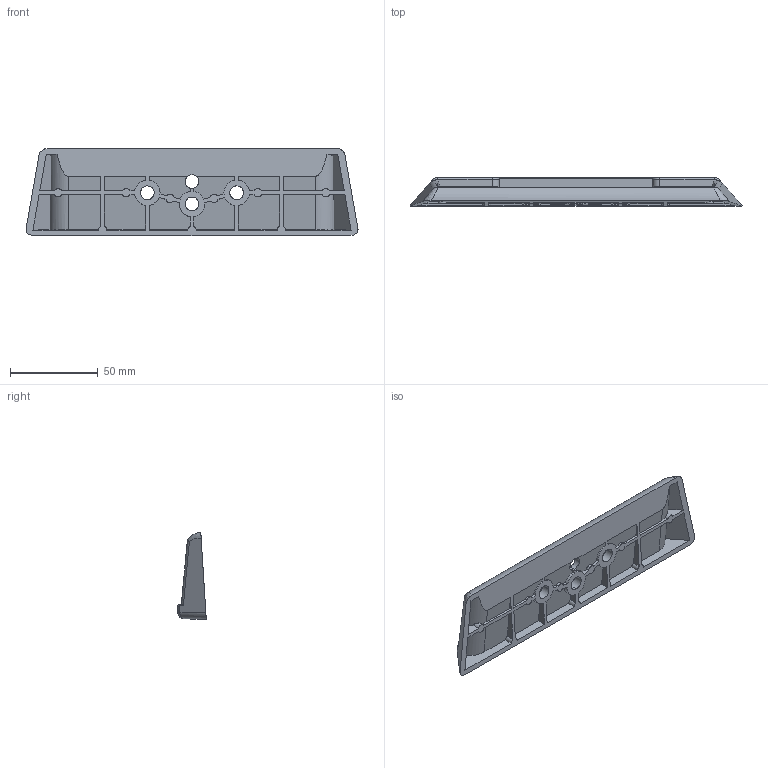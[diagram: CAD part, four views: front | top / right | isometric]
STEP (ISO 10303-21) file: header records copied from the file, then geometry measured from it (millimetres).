
FILE_DESCRIPTION (( 'STEP AP214' ), '1' );
FILE_NAME ('BVC4025.STEP', '2017-09-25T20:10:18', ( 'Temp' ), ( '' ), 'SwSTEP 2.0', 'SolidWorks 2010', '' );
FILE_SCHEMA (( 'AUTOMOTIVE_DESIGN' ));
Length unit declared in the file: inch
Products named in the file (1): BVC4025
Bounding box: 188.73 x 16.18 x 49.53 mm (x, y, z)
Volume: 44460.2 mm3; surface area: 26638.1 mm2
Topology: 1 solids, 1 shells, 188 faces, 506 edges, 328 vertices
Faces by surface type: plane 91, cylinder 79, bspline 18
Entity records: 10573 total; most frequent: CARTESIAN_POINT 6572, ORIENTED_EDGE 1008, DIRECTION 588, EDGE_CURVE 504, VERTEX_POINT 328, LINE 226, VECTOR 226, EDGE_LOOP 206
